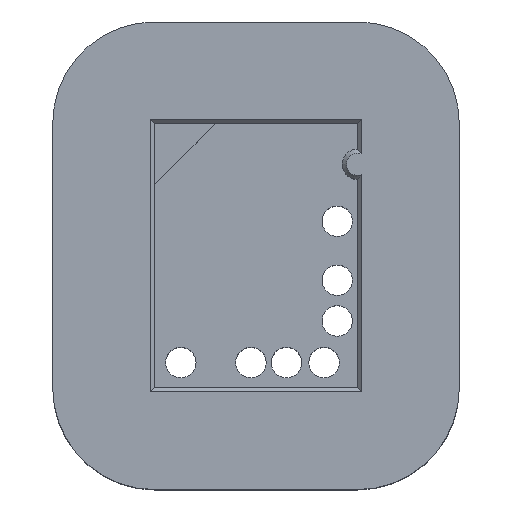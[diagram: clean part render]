
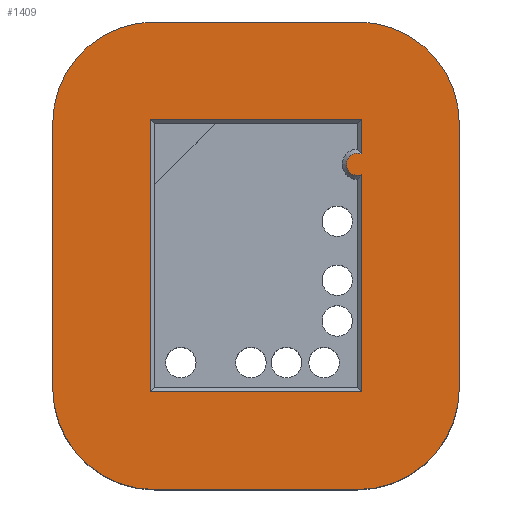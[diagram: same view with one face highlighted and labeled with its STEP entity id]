
A CAD part, top view. The second image highlights one B-rep face of the part: STEP entity #1409.
In plain terms, the highlighted planar face has unit normal (0, 0, 1).
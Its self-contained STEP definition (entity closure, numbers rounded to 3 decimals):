
#27=FACE_BOUND('',#165,.T.);
#47=CIRCLE('',#1498,0.55);
#49=CIRCLE('',#1508,5.);
#50=CIRCLE('',#1509,5.);
#51=CIRCLE('',#1510,5.);
#52=CIRCLE('',#1511,5.);
#82=FACE_OUTER_BOUND('',#164,.T.);
#164=EDGE_LOOP('',(#969,#970,#971,#972,#973,#974,#975,#976));
#165=EDGE_LOOP('',(#977,#978,#979,#980,#981,#982));
#259=LINE('',#1996,#432);
#262=LINE('',#2016,#435);
#265=LINE('',#2022,#438);
#269=LINE('',#2030,#442);
#272=LINE('',#2034,#445);
#282=LINE('',#2058,#455);
#283=LINE('',#2062,#456);
#284=LINE('',#2066,#457);
#285=LINE('',#2069,#458);
#432=VECTOR('',#1607,10.);
#435=VECTOR('',#1618,10.);
#438=VECTOR('',#1623,10.);
#442=VECTOR('',#1629,10.);
#445=VECTOR('',#1634,10.);
#455=VECTOR('',#1654,10.);
#456=VECTOR('',#1657,10.);
#457=VECTOR('',#1660,10.);
#458=VECTOR('',#1663,10.);
#605=VERTEX_POINT('',#1994);
#606=VERTEX_POINT('',#1995);
#609=VERTEX_POINT('',#2006);
#611=VERTEX_POINT('',#2015);
#613=VERTEX_POINT('',#2021);
#616=VERTEX_POINT('',#2029);
#623=VERTEX_POINT('',#2054);
#624=VERTEX_POINT('',#2055);
#625=VERTEX_POINT('',#2057);
#626=VERTEX_POINT('',#2059);
#627=VERTEX_POINT('',#2061);
#628=VERTEX_POINT('',#2063);
#629=VERTEX_POINT('',#2065);
#630=VERTEX_POINT('',#2067);
#731=EDGE_CURVE('',#605,#606,#259,.T.);
#735=EDGE_CURVE('',#606,#609,#47,.T.);
#738=EDGE_CURVE('',#609,#611,#262,.T.);
#741=EDGE_CURVE('',#611,#613,#265,.T.);
#745=EDGE_CURVE('',#613,#616,#269,.T.);
#748=EDGE_CURVE('',#616,#605,#272,.T.);
#758=EDGE_CURVE('',#623,#624,#49,.T.);
#759=EDGE_CURVE('',#623,#625,#282,.T.);
#760=EDGE_CURVE('',#626,#625,#50,.T.);
#761=EDGE_CURVE('',#626,#627,#283,.T.);
#762=EDGE_CURVE('',#628,#627,#51,.T.);
#763=EDGE_CURVE('',#628,#629,#284,.T.);
#764=EDGE_CURVE('',#630,#629,#52,.T.);
#765=EDGE_CURVE('',#630,#624,#285,.T.);
#969=ORIENTED_EDGE('',*,*,#758,.F.);
#970=ORIENTED_EDGE('',*,*,#759,.T.);
#971=ORIENTED_EDGE('',*,*,#760,.F.);
#972=ORIENTED_EDGE('',*,*,#761,.T.);
#973=ORIENTED_EDGE('',*,*,#762,.F.);
#974=ORIENTED_EDGE('',*,*,#763,.T.);
#975=ORIENTED_EDGE('',*,*,#764,.F.);
#976=ORIENTED_EDGE('',*,*,#765,.T.);
#977=ORIENTED_EDGE('',*,*,#735,.F.);
#978=ORIENTED_EDGE('',*,*,#731,.F.);
#979=ORIENTED_EDGE('',*,*,#748,.F.);
#980=ORIENTED_EDGE('',*,*,#745,.F.);
#981=ORIENTED_EDGE('',*,*,#741,.F.);
#982=ORIENTED_EDGE('',*,*,#738,.F.);
#1339=PLANE('',#1507);
#1409=ADVANCED_FACE('',(#82,#27),#1339,.T.);
#1498=AXIS2_PLACEMENT_3D('',#2007,#1612,#1613);
#1507=AXIS2_PLACEMENT_3D('',#2053,#1650,#1651);
#1508=AXIS2_PLACEMENT_3D('',#2056,#1652,#1653);
#1509=AXIS2_PLACEMENT_3D('',#2060,#1655,#1656);
#1510=AXIS2_PLACEMENT_3D('',#2064,#1658,#1659);
#1511=AXIS2_PLACEMENT_3D('',#2068,#1661,#1662);
#1607=DIRECTION('',(0.,1.,0.));
#1612=DIRECTION('center_axis',(0.,0.,-1.));
#1613=DIRECTION('ref_axis',(0.,1.,0.));
#1618=DIRECTION('',(0.,1.,0.));
#1623=DIRECTION('',(-1.,0.,0.));
#1629=DIRECTION('',(0.,-1.,0.));
#1634=DIRECTION('',(1.,0.,0.));
#1650=DIRECTION('center_axis',(0.,0.,1.));
#1651=DIRECTION('ref_axis',(1.,0.,0.));
#1652=DIRECTION('center_axis',(0.,0.,-1.));
#1653=DIRECTION('ref_axis',(-0.707,-0.707,0.));
#1654=DIRECTION('',(1.,0.,0.));
#1655=DIRECTION('center_axis',(0.,0.,-1.));
#1656=DIRECTION('ref_axis',(0.707,-0.707,0.));
#1657=DIRECTION('',(0.,1.,0.));
#1658=DIRECTION('center_axis',(0.,0.,-1.));
#1659=DIRECTION('ref_axis',(0.707,0.707,0.));
#1660=DIRECTION('',(-1.,0.,0.));
#1661=DIRECTION('center_axis',(0.,0.,-1.));
#1662=DIRECTION('ref_axis',(-0.707,0.707,0.));
#1663=DIRECTION('',(0.,-1.,0.));
#1994=CARTESIAN_POINT('',(10.2,-0.2,7.));
#1995=CARTESIAN_POINT('',(10.2,10.488,7.));
#1996=CARTESIAN_POINT('',(10.2,9.75,7.));
#2006=CARTESIAN_POINT('',(10.2,11.512,7.));
#2007=CARTESIAN_POINT('Origin',(10.,11.,7.));
#2015=CARTESIAN_POINT('',(10.2,13.2,7.));
#2016=CARTESIAN_POINT('',(10.2,9.75,7.));
#2021=CARTESIAN_POINT('',(-0.2,13.2,7.));
#2022=CARTESIAN_POINT('',(2.5,13.2,7.));
#2029=CARTESIAN_POINT('',(-0.2,-0.2,7.));
#2030=CARTESIAN_POINT('',(-0.2,3.25,7.));
#2034=CARTESIAN_POINT('',(7.5,-0.2,7.));
#2053=CARTESIAN_POINT('Origin',(5.,6.5,7.));
#2054=CARTESIAN_POINT('',(0.,-5.,7.));
#2055=CARTESIAN_POINT('',(-5.,0.,7.));
#2056=CARTESIAN_POINT('Origin',(0.,0.,7.));
#2057=CARTESIAN_POINT('',(10.,-5.,7.));
#2058=CARTESIAN_POINT('',(-5.,-5.,7.));
#2059=CARTESIAN_POINT('',(15.,0.,7.));
#2060=CARTESIAN_POINT('Origin',(10.,0.,7.));
#2061=CARTESIAN_POINT('',(15.,13.,7.));
#2062=CARTESIAN_POINT('',(15.,-5.,7.));
#2063=CARTESIAN_POINT('',(10.,18.,7.));
#2064=CARTESIAN_POINT('Origin',(10.,13.,7.));
#2065=CARTESIAN_POINT('',(0.,18.,7.));
#2066=CARTESIAN_POINT('',(15.,18.,7.));
#2067=CARTESIAN_POINT('',(-5.,13.,7.));
#2068=CARTESIAN_POINT('Origin',(0.,13.,7.));
#2069=CARTESIAN_POINT('',(-5.,18.,7.));
